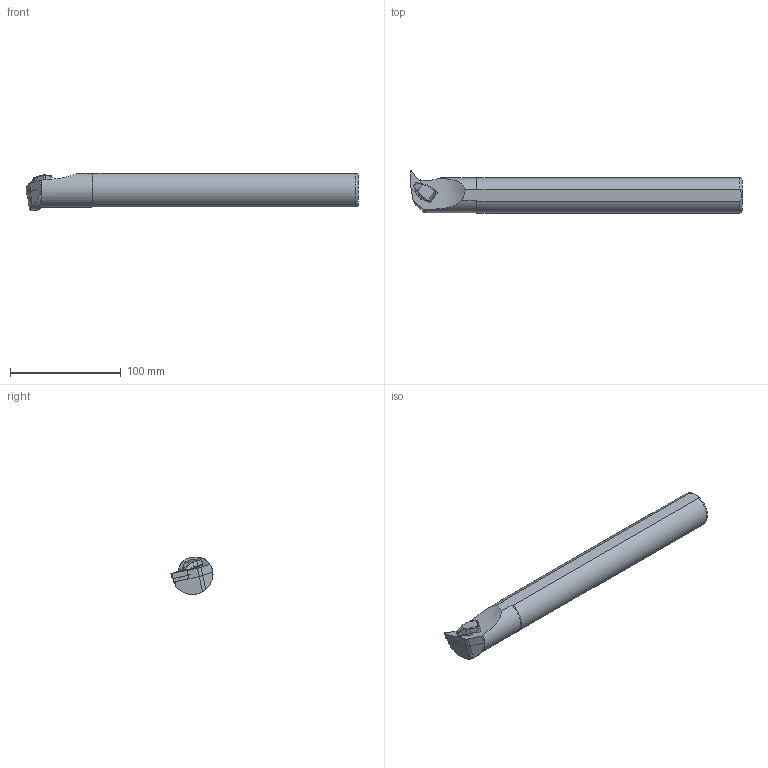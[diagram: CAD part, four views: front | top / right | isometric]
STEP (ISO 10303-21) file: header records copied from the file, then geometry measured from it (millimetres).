
FILE_DESCRIPTION(/* description */ (''),/* implementation_level */ '2;1');
FILE_NAME(/* name */ 'S32T-TVUNL-16.stp',/* time_stamp */ '2023-10-06T17:53:24+03:00',/* author */ (''),/* organization */ (''),/* preprocessor_version */ 'ST-DEVELOPER v19.4',/* originating_system */ 'SIEMENS PLM Software NX2306.3001',/* authorisation */ '');
FILE_SCHEMA (('AUTOMOTIVE_DESIGN { 1 0 10303 214 3 1 1 1 }'));
Length unit declared in the file: millimetre
Products named in the file (1): S32T-TVUNR-16
Bounding box: 300 x 38 x 33.5 mm (x, y, z)
Volume: 227314.1 mm3; surface area: 32090.3 mm2
Topology: 2 solids, 2 shells, 110 faces, 272 edges, 166 vertices
Faces by surface type: cylinder 50, plane 40, bspline 12, cone 3, torus 3, sphere 2
Full cylindrical faces by diameter (mm): 3.4 x1
Entity records: 3784 total; most frequent: CARTESIAN_POINT 1148, ORIENTED_EDGE 532, DIRECTION 532, EDGE_CURVE 266, AXIS2_PLACEMENT_3D 204, VERTEX_POINT 165, LINE 124, VECTOR 124
